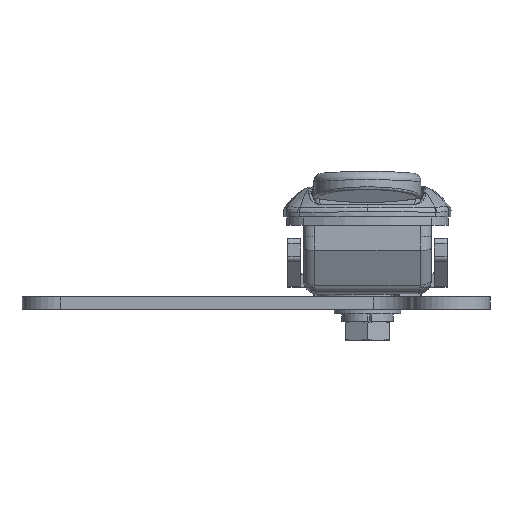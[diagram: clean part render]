
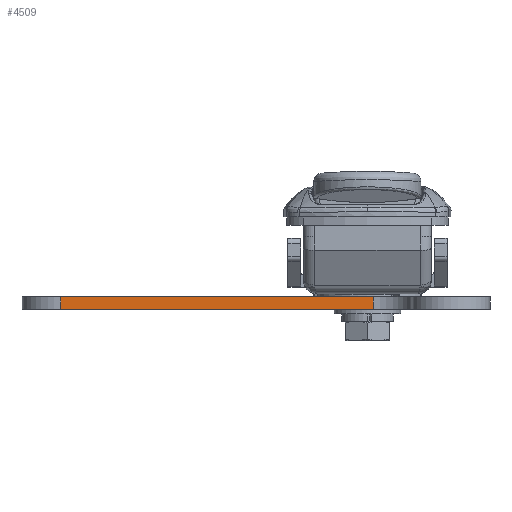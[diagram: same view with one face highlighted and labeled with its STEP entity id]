
A CAD part, front view. The second image highlights one B-rep face of the part: STEP entity #4509.
In plain terms, the highlighted face is planar.
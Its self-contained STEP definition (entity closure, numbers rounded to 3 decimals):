
#1223 = EDGE_LOOP ( 'NONE', ( #6215, #2641, #12360, #19784 ) ) ;
#1333 = EDGE_CURVE ( 'NONE', #1948, #11590, #2649, .T. ) ;
#1534 = EDGE_CURVE ( 'NONE', #14292, #1948, #18001, .T. ) ;
#1948 = VERTEX_POINT ( 'NONE', #23103 ) ;
#2641 = ORIENTED_EDGE ( 'NONE', *, *, #1333, .F. ) ;
#2649 = LINE ( 'NONE', #10977, #6955 ) ;
#3963 = CARTESIAN_POINT ( 'NONE',  ( 12., 0., -1. ) ) ;
#4509 = ADVANCED_FACE ( 'NONE', ( #16347 ), #5784, .F. ) ;
#5093 = CARTESIAN_POINT ( 'NONE',  ( 12., 2.3, 55. ) ) ;
#5784 = PLANE ( 'NONE',  #9500 ) ;
#5869 = DIRECTION ( 'NONE',  ( 0., 0., 1. ) ) ;
#6215 = ORIENTED_EDGE ( 'NONE', *, *, #7291, .T. ) ;
#6955 = VECTOR ( 'NONE', #14639, 1000. ) ;
#7291 = EDGE_CURVE ( 'NONE', #22055, #11590, #12577, .T. ) ;
#7953 = CARTESIAN_POINT ( 'NONE',  ( 12., 0., 55. ) ) ;
#8202 = CARTESIAN_POINT ( 'NONE',  ( 12., 2.3, -1. ) ) ;
#9500 = AXIS2_PLACEMENT_3D ( 'NONE', #8202, #13035, #5869 ) ;
#10240 = DIRECTION ( 'NONE',  ( 0., 0., -1. ) ) ;
#10977 = CARTESIAN_POINT ( 'NONE',  ( 12., 2.3, -1. ) ) ;
#11590 = VERTEX_POINT ( 'NONE', #19204 ) ;
#12360 = ORIENTED_EDGE ( 'NONE', *, *, #1534, .F. ) ;
#12435 = DIRECTION ( 'NONE',  ( 0., -1., 0. ) ) ;
#12577 = LINE ( 'NONE', #3963, #22028 ) ;
#13035 = DIRECTION ( 'NONE',  ( -1., 0., 0. ) ) ;
#13175 = EDGE_CURVE ( 'NONE', #14292, #22055, #21081, .T. ) ;
#14292 = VERTEX_POINT ( 'NONE', #15939 ) ;
#14639 = DIRECTION ( 'NONE',  ( 0., -1., 0. ) ) ;
#15939 = CARTESIAN_POINT ( 'NONE',  ( 12., 2.3, 55. ) ) ;
#16065 = VECTOR ( 'NONE', #12435, 1000. ) ;
#16347 = FACE_OUTER_BOUND ( 'NONE', #1223, .T. ) ;
#16844 = VECTOR ( 'NONE', #10240, 1000. ) ;
#17633 = CARTESIAN_POINT ( 'NONE',  ( 12., 2.3, -1. ) ) ;
#18001 = LINE ( 'NONE', #17633, #16844 ) ;
#18900 = DIRECTION ( 'NONE',  ( 0., 0., -1. ) ) ;
#19204 = CARTESIAN_POINT ( 'NONE',  ( 12., 0., -1. ) ) ;
#19784 = ORIENTED_EDGE ( 'NONE', *, *, #13175, .T. ) ;
#21081 = LINE ( 'NONE', #5093, #16065 ) ;
#22028 = VECTOR ( 'NONE', #18900, 1000. ) ;
#22055 = VERTEX_POINT ( 'NONE', #7953 ) ;
#23103 = CARTESIAN_POINT ( 'NONE',  ( 12., 2.3, -1. ) ) ;
